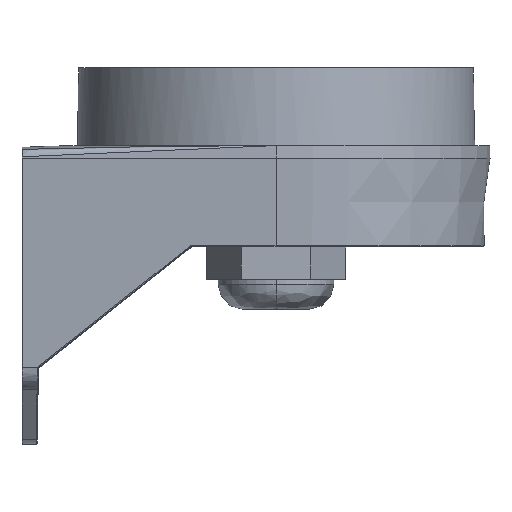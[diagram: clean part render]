
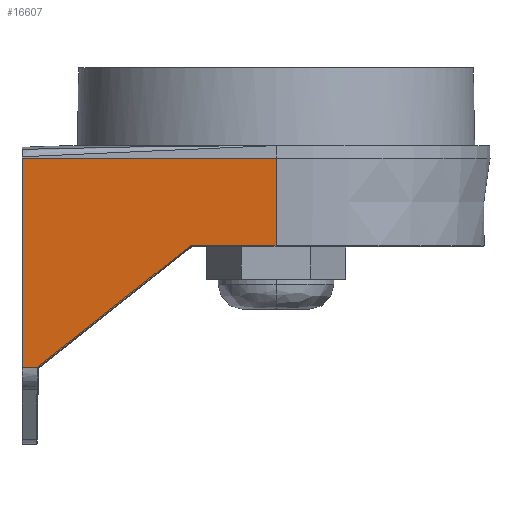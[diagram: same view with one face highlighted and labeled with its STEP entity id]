
A CAD part, top view. The second image highlights one B-rep face of the part: STEP entity #16607.
In plain terms, the highlighted planar face has unit normal (0, -0.068, 0.998).
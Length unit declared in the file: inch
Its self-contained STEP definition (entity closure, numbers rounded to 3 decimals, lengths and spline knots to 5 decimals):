
#188 = ORIENTED_EDGE ( 'NONE', *, *, #13210, .F. ) ;
#234 = CARTESIAN_POINT ( 'NONE',  ( -1.86712, -1.73404, 1.56338 ) ) ;
#245 = DIRECTION ( 'NONE',  ( 0., -0.068, 0.998 ) ) ;
#360 = VERTEX_POINT ( 'NONE', #16549 ) ;
#796 = LINE ( 'NONE', #7876, #18669 ) ;
#1963 = FACE_OUTER_BOUND ( 'NONE', #7620, .T. ) ;
#1974 = CARTESIAN_POINT ( 'NONE',  ( -1.86718, -1.73736, 1.56316 ) ) ;
#2153 = LINE ( 'NONE', #16696, #14597 ) ;
#3104 = EDGE_CURVE ( 'NONE', #6227, #3904, #7987, .T. ) ;
#3419 = ORIENTED_EDGE ( 'NONE', *, *, #16677, .T. ) ;
#3495 = CARTESIAN_POINT ( 'NONE',  ( -1.98819, -0.09843, 1.67495 ) ) ;
#3515 = VERTEX_POINT ( 'NONE', #16490 ) ;
#3904 = VERTEX_POINT ( 'NONE', #14515 ) ;
#4030 = EDGE_CURVE ( 'NONE', #5106, #3515, #5033, .T. ) ;
#4400 = EDGE_CURVE ( 'NONE', #5970, #6227, #796, .T. ) ;
#4837 = DIRECTION ( 'NONE',  ( 0., -0.998, -0.068 ) ) ;
#5033 = LINE ( 'NONE', #7898, #8339 ) ;
#5106 = VERTEX_POINT ( 'NONE', #234 ) ;
#5970 = VERTEX_POINT ( 'NONE', #11747 ) ;
#6042 = VECTOR ( 'NONE', #16794, 39.37008 ) ;
#6086 = EDGE_CURVE ( 'NONE', #15533, #5106, #15086, .T. ) ;
#6227 = VERTEX_POINT ( 'NONE', #17095 ) ;
#6468 = PLANE ( 'NONE',  #13983 ) ;
#6647 = LINE ( 'NONE', #12481, #13437 ) ;
#7441 = EDGE_CURVE ( 'NONE', #360, #3904, #6647, .T. ) ;
#7620 = EDGE_LOOP ( 'NONE', ( #3419, #9261, #10966, #9997, #188, #10310, #12045 ) ) ;
#7876 = CARTESIAN_POINT ( 'NONE',  ( 0., -0.09843, 1.67495 ) ) ;
#7898 = CARTESIAN_POINT ( 'NONE',  ( -1.86712, -1.73404, 1.56338 ) ) ;
#7987 = LINE ( 'NONE', #15163, #15977 ) ;
#8339 = VECTOR ( 'NONE', #10863, 39.37008 ) ;
#9146 = CARTESIAN_POINT ( 'NONE',  ( -1.98819, -1.73736, 1.56316 ) ) ;
#9261 = ORIENTED_EDGE ( 'NONE', *, *, #4400, .T. ) ;
#9607 = DIRECTION ( 'NONE',  ( 0., 0.998, 0.068 ) ) ;
#9997 = ORIENTED_EDGE ( 'NONE', *, *, #7441, .F. ) ;
#10310 = ORIENTED_EDGE ( 'NONE', *, *, #6086, .T. ) ;
#10496 = DIRECTION ( 'NONE',  ( 0.017, 0.998, 0.068 ) ) ;
#10863 = DIRECTION ( 'NONE',  ( 0.783, 0.621, 0.042 ) ) ;
#10966 = ORIENTED_EDGE ( 'NONE', *, *, #3104, .T. ) ;
#11747 = CARTESIAN_POINT ( 'NONE',  ( 0., -0.78006, 1.62845 ) ) ;
#12045 = ORIENTED_EDGE ( 'NONE', *, *, #4030, .T. ) ;
#12481 = CARTESIAN_POINT ( 'NONE',  ( -1.98819, -1.73736, 1.56316 ) ) ;
#13210 = EDGE_CURVE ( 'NONE', #15533, #360, #16403, .T. ) ;
#13437 = VECTOR ( 'NONE', #18405, 39.37008 ) ;
#13630 = DIRECTION ( 'NONE',  ( -1., 0., 0. ) ) ;
#13983 = AXIS2_PLACEMENT_3D ( 'NONE', #3495, #245, #4837 ) ;
#14310 = VECTOR ( 'NONE', #10496, 39.37008 ) ;
#14515 = CARTESIAN_POINT ( 'NONE',  ( -1.98819, -0.09843, 1.67495 ) ) ;
#14597 = VECTOR ( 'NONE', #15259, 39.37008 ) ;
#14857 = CARTESIAN_POINT ( 'NONE',  ( -1.86718, -1.73736, 1.56316 ) ) ;
#15086 = LINE ( 'NONE', #1974, #14310 ) ;
#15163 = CARTESIAN_POINT ( 'NONE',  ( -1.98819, -0.09843, 1.67495 ) ) ;
#15259 = DIRECTION ( 'NONE',  ( 1., 0., 0. ) ) ;
#15533 = VERTEX_POINT ( 'NONE', #14857 ) ;
#15977 = VECTOR ( 'NONE', #13630, 39.37008 ) ;
#16403 = LINE ( 'NONE', #9146, #6042 ) ;
#16490 = CARTESIAN_POINT ( 'NONE',  ( -0.66419, -0.78006, 1.62845 ) ) ;
#16549 = CARTESIAN_POINT ( 'NONE',  ( -1.98819, -1.73736, 1.56316 ) ) ;
#16607 = ADVANCED_FACE ( 'NONE', ( #1963 ), #6468, .T. ) ;
#16677 = EDGE_CURVE ( 'NONE', #3515, #5970, #2153, .T. ) ;
#16696 = CARTESIAN_POINT ( 'NONE',  ( -1.98819, -0.78006, 1.62845 ) ) ;
#16794 = DIRECTION ( 'NONE',  ( -1., 0., 0. ) ) ;
#17095 = CARTESIAN_POINT ( 'NONE',  ( 0., -0.09843, 1.67495 ) ) ;
#18405 = DIRECTION ( 'NONE',  ( 0., 0.998, 0.068 ) ) ;
#18669 = VECTOR ( 'NONE', #9607, 39.37008 ) ;
